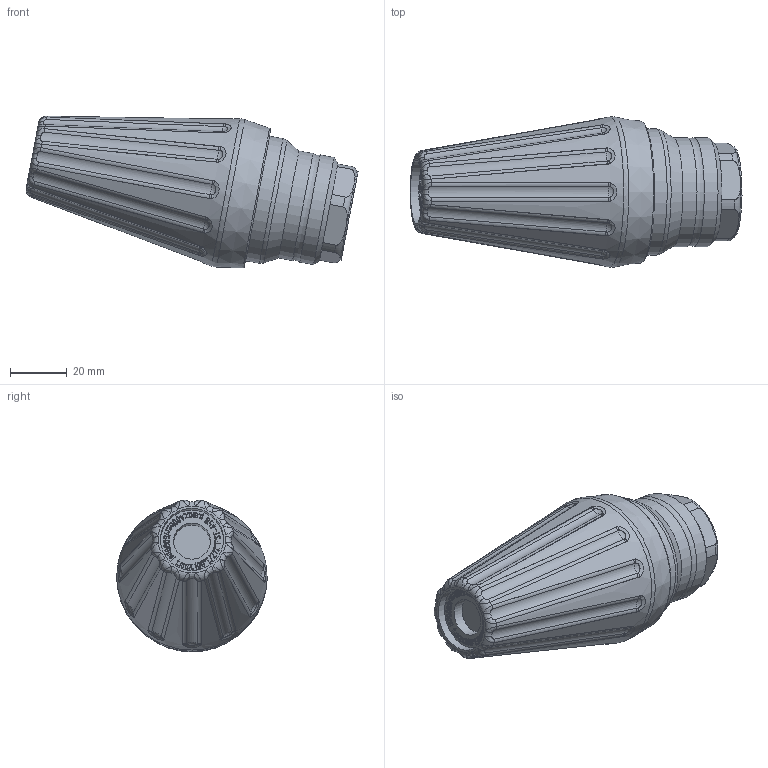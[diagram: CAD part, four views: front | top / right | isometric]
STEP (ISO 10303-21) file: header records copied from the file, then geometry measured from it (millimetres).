
FILE_DESCRIPTION(/* description */ ('Unknown'),/* implementation_level */ '2;1');
FILE_NAME(/* name */ '200 458 650',/* time_stamp */ '2022-03-09T08:18:34+01:00',/* author */ ('Unknown'),/* organization */ ('Unknown'),/* preprocessor_version */ 'ST-DEVELOPER v18.1',/* originating_system */ 'Solid Edge',/* authorisation */ 'Unknown');
FILE_SCHEMA (('AUTOMOTIVE_DESIGN {1 0 10303 214 3 1 1}'));
Length unit declared in the file: millimetre
Products named in the file (1): Part2
Bounding box: 117.22 x 53.13 x 53.63 mm (x, y, z)
Volume: 153057.2 mm3; surface area: 18276.4 mm2
Topology: 1 solids, 1 shells, 548 faces, 1341 edges, 862 vertices
Faces by surface type: plane 309, bspline 126, torus 59, cylinder 49, cone 5
Full cylindrical faces by diameter (mm): 13 x1, 22.3 x1, 32 x1, 38.5 x2, 43.4 x1, 44.8 x1
Entity records: 23548 total; most frequent: CARTESIAN_POINT 8761, ORIENTED_EDGE 2594, DIRECTION 1576, EDGE_CURVE 1297, VERTEX_POINT 855, B_SPLINE_CURVE_WITH_KNOTS 768, EDGE_LOOP 652, FACE_BOUND 652
